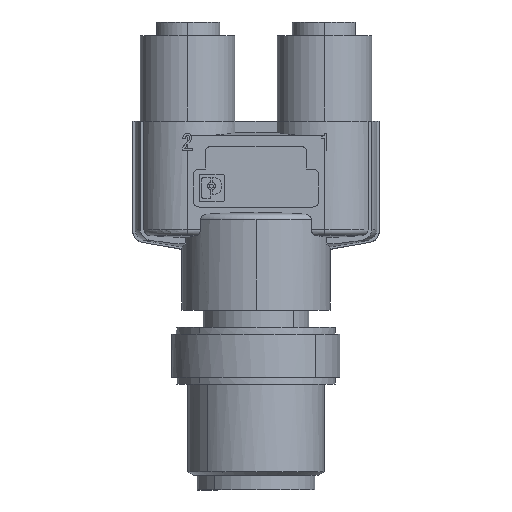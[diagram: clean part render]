
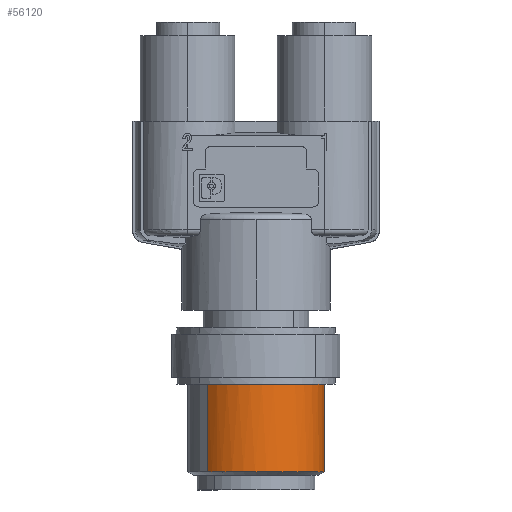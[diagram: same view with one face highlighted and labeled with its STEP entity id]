
A CAD part, front view. The second image highlights one B-rep face of the part: STEP entity #56120.
In plain terms, the highlighted cylindrical face has radius 6 mm (diameter 12 mm), a partial arc.
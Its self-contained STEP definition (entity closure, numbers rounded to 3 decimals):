
#55670=CARTESIAN_POINT('',(20.483,31.86,
3.065));
#55680=DIRECTION('',(0.,0.,-1.));
#55690=DIRECTION('',(-0.707,-0.707,
0.));
#55700=AXIS2_PLACEMENT_3D('',#55670,#55680,#55690);
#55710=CYLINDRICAL_SURFACE('',#55700,6.);
#55720=CARTESIAN_POINT('',(24.725,36.103,
3.065));
#55730=DIRECTION('',(0.,0.,-1.));
#55740=VECTOR('',#55730,1.);
#55750=LINE('',#55720,#55740);
#55760=CARTESIAN_POINT('',(24.725,36.103,
11.065));
#55770=VERTEX_POINT('',#55760);
#55780=CARTESIAN_POINT('',(24.725,36.103,
3.383));
#55790=VERTEX_POINT('',#55780);
#55800=EDGE_CURVE('',#55770,#55790,#55750,.T.);
#55810=ORIENTED_EDGE('',*,*,#55800,.F.);
#55820=CARTESIAN_POINT('',(20.483,31.86,
3.383));
#55830=DIRECTION('',(0.,0.,1.));
#55840=DIRECTION('',(0.5,0.866,
0.));
#55850=AXIS2_PLACEMENT_3D('',#55820,#55830,#55840);
#55860=CIRCLE('',#55850,6.);
#55870=CARTESIAN_POINT('',(17.483,26.664,
3.383));
#55880=VERTEX_POINT('',#55870);
#55890=EDGE_CURVE('',#55880,#55790,#55860,.T.);
#55900=ORIENTED_EDGE('',*,*,#55890,.T.);
#55910=CARTESIAN_POINT('',(16.24,27.618,
3.383));
#55920=VERTEX_POINT('',#55910);
#55930=EDGE_CURVE('',#55920,#55880,#55860,.T.);
#55940=ORIENTED_EDGE('',*,*,#55930,.T.);
#55950=CARTESIAN_POINT('',(16.24,27.618,
3.065));
#55960=DIRECTION('',(0.,0.,-1.));
#55970=VECTOR('',#55960,1.);
#55980=LINE('',#55950,#55970);
#55990=CARTESIAN_POINT('',(16.24,27.618,
11.065));
#56000=VERTEX_POINT('',#55990);
#56010=EDGE_CURVE('',#56000,#55920,#55980,.T.);
#56020=ORIENTED_EDGE('',*,*,#56010,.T.);
#56030=CARTESIAN_POINT('',(20.483,31.86,
11.065));
#56040=DIRECTION('',(0.,0.,-1.));
#56050=DIRECTION('',(-0.707,-0.707,
0.));
#56060=AXIS2_PLACEMENT_3D('',#56030,#56040,#56050);
#56070=CIRCLE('',#56060,6.);
#56080=EDGE_CURVE('',#55770,#56000,#56070,.T.);
#56090=ORIENTED_EDGE('',*,*,#56080,.T.);
#56100=EDGE_LOOP('',(#56090,#56020,#55940,#55900,#55810));
#56110=FACE_OUTER_BOUND('',#56100,.T.);
#56120=ADVANCED_FACE('',(#56110),#55710,.T.);
